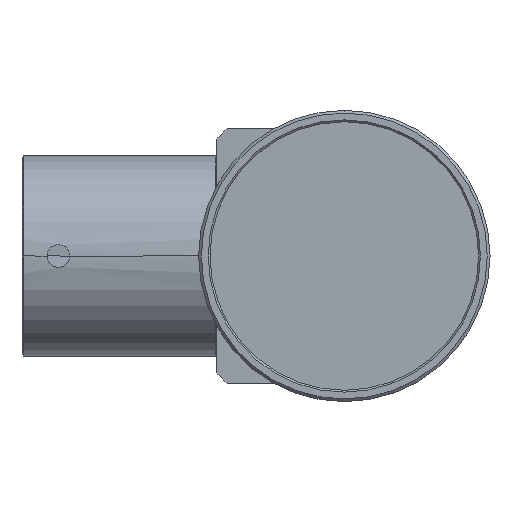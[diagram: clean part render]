
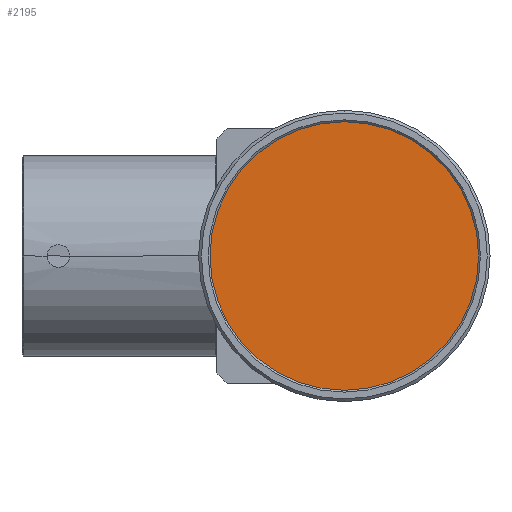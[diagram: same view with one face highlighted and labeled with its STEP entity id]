
A CAD part, left-side view. The second image highlights one B-rep face of the part: STEP entity #2195.
In plain terms, the highlighted planar face has unit normal (-1, 0, 0).
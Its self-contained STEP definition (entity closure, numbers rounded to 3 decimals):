
#40 = CARTESIAN_POINT ( 'NONE',  ( 1.942, 0., 0. ) ) ;
#57 = CARTESIAN_POINT ( 'NONE',  ( 1.942, 0., 14.75 ) ) ;
#83 = ORIENTED_EDGE ( 'NONE', *, *, #2739, .F. ) ;
#103 = CARTESIAN_POINT ( 'NONE',  ( 1.942, 0., -14.75 ) ) ;
#473 = VERTEX_POINT ( 'NONE', #103 ) ;
#584 = AXIS2_PLACEMENT_3D ( 'NONE', #1912, #3048, #2421 ) ;
#662 = AXIS2_PLACEMENT_3D ( 'NONE', #40, #854, #2267 ) ;
#667 = CIRCLE ( 'NONE', #662, 14.75 ) ;
#854 = DIRECTION ( 'NONE',  ( 1., 0., 0. ) ) ;
#1286 = EDGE_LOOP ( 'NONE', ( #2141, #83 ) ) ;
#1517 = DIRECTION ( 'NONE',  ( 0., 0., 1. ) ) ;
#1623 = FACE_OUTER_BOUND ( 'NONE', #1286, .T. ) ;
#1817 = CARTESIAN_POINT ( 'NONE',  ( 1.942, 0., 0. ) ) ;
#1912 = CARTESIAN_POINT ( 'NONE',  ( 1.942, 0., 0. ) ) ;
#2141 = ORIENTED_EDGE ( 'NONE', *, *, #3341, .F. ) ;
#2195 = ADVANCED_FACE ( 'NONE', ( #1623 ), #2619, .T. ) ;
#2267 = DIRECTION ( 'NONE',  ( 0., 0., 1. ) ) ;
#2366 = AXIS2_PLACEMENT_3D ( 'NONE', #1817, #2959, #1517 ) ;
#2421 = DIRECTION ( 'NONE',  ( 0., 0., 1. ) ) ;
#2585 = VERTEX_POINT ( 'NONE', #57 ) ;
#2619 = PLANE ( 'NONE',  #2366 ) ;
#2739 = EDGE_CURVE ( 'NONE', #473, #2585, #3100, .T. ) ;
#2959 = DIRECTION ( 'NONE',  ( -1., 0., 0. ) ) ;
#3048 = DIRECTION ( 'NONE',  ( 1., 0., 0. ) ) ;
#3100 = CIRCLE ( 'NONE', #584, 14.75 ) ;
#3341 = EDGE_CURVE ( 'NONE', #2585, #473, #667, .T. ) ;
